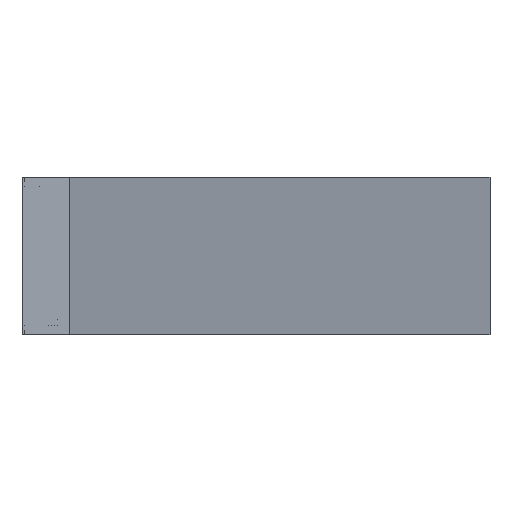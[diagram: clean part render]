
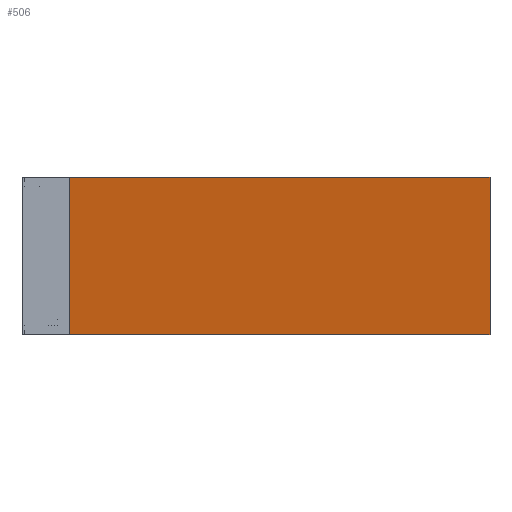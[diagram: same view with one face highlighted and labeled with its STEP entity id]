
A CAD part, left-side view. The second image highlights one B-rep face of the part: STEP entity #506.
In plain terms, the highlighted planar face has unit normal (-0.454, -0.891, 0).
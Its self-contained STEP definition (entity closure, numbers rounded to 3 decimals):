
#55=FACE_OUTER_BOUND('',#81,.T.);
#81=EDGE_LOOP('',(#455,#456,#457,#458));
#124=LINE('',#811,#184);
#131=LINE('',#823,#191);
#141=LINE('',#843,#201);
#142=LINE('',#845,#202);
#184=VECTOR('',#657,10.);
#191=VECTOR('',#666,10.);
#201=VECTOR('',#692,10.);
#202=VECTOR('',#695,10.);
#242=VERTEX_POINT('',#808);
#243=VERTEX_POINT('',#810);
#245=VERTEX_POINT('',#816);
#247=VERTEX_POINT('',#821);
#302=EDGE_CURVE('',#242,#243,#124,.T.);
#309=EDGE_CURVE('',#245,#247,#131,.T.);
#319=EDGE_CURVE('',#247,#243,#141,.T.);
#320=EDGE_CURVE('',#245,#242,#142,.T.);
#455=ORIENTED_EDGE('',*,*,#309,.T.);
#456=ORIENTED_EDGE('',*,*,#319,.T.);
#457=ORIENTED_EDGE('',*,*,#302,.F.);
#458=ORIENTED_EDGE('',*,*,#320,.F.);
#481=PLANE('',#564);
#506=ADVANCED_FACE('',(#55),#481,.T.);
#564=AXIS2_PLACEMENT_3D('',#844,#693,#694);
#657=DIRECTION('',(0.891,-0.454,0.));
#666=DIRECTION('',(0.891,-0.454,0.));
#692=DIRECTION('',(0.,0.,1.));
#693=DIRECTION('center_axis',(-0.454,-0.891,0.));
#694=DIRECTION('ref_axis',(0.891,-0.454,0.));
#695=DIRECTION('',(0.,0.,1.));
#808=CARTESIAN_POINT('',(0.,107.,40.1));
#810=CARTESIAN_POINT('',(210.,0.,40.1));
#811=CARTESIAN_POINT('',(0.,107.,40.1));
#816=CARTESIAN_POINT('',(0.,107.,0.));
#821=CARTESIAN_POINT('',(210.,0.,0.));
#823=CARTESIAN_POINT('',(0.,107.,0.));
#843=CARTESIAN_POINT('',(210.,0.,0.));
#844=CARTESIAN_POINT('Origin',(0.,107.,0.));
#845=CARTESIAN_POINT('',(0.,107.,0.));
